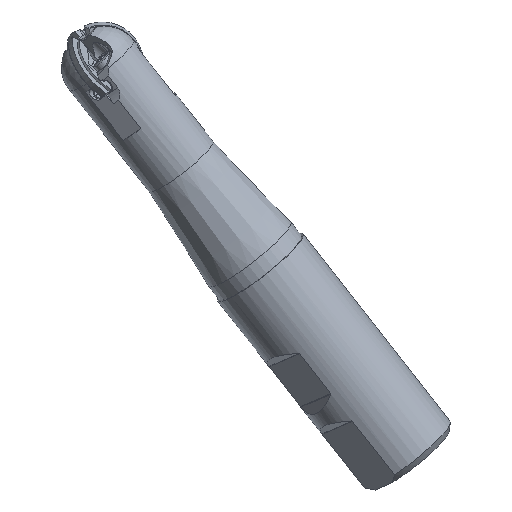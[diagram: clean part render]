
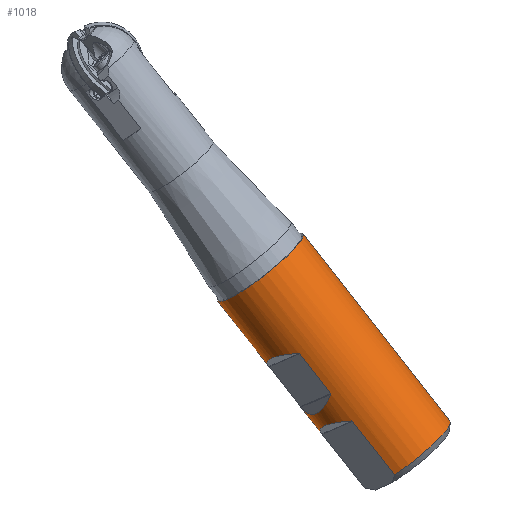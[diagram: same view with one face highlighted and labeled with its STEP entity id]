
A CAD part, top view. The second image highlights one B-rep face of the part: STEP entity #1018.
In plain terms, the highlighted cylindrical face has radius 12.497 mm (diameter 24.994 mm), a full revolution.
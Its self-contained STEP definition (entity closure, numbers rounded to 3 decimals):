
#404=FACE_BOUND('',#2053,.T.);
#405=FACE_BOUND('',#2054,.T.);
#406=FACE_BOUND('',#2055,.T.);
#541=CYLINDRICAL_SURFACE('',#8691,12.497);
#718=B_SPLINE_CURVE_WITH_KNOTS('',3,(#12629,#12630,#12631,#12632,#12633,
#12634),.UNSPECIFIED.,.F.,.F.,(4,2,4),(0.,0.5,1.),.UNSPECIFIED.);
#719=B_SPLINE_CURVE_WITH_KNOTS('',3,(#12638,#12639,#12640,#12641,#12642,
#12643),.UNSPECIFIED.,.F.,.F.,(4,2,4),(0.,0.5,1.),.UNSPECIFIED.);
#720=B_SPLINE_CURVE_WITH_KNOTS('',3,(#12649,#12650,#12651,#12652,#12653,
#12654),.UNSPECIFIED.,.F.,.F.,(4,2,4),(0.,0.5,1.),.UNSPECIFIED.);
#721=B_SPLINE_CURVE_WITH_KNOTS('',3,(#12659,#12660,#12661,#12662,#12663,
#12664),.UNSPECIFIED.,.F.,.F.,(4,2,4),(0.,0.5,1.),.UNSPECIFIED.);
#722=B_SPLINE_CURVE_WITH_KNOTS('',3,(#12668,#12669,#12670,#12671,#12672,
#12673),.UNSPECIFIED.,.F.,.F.,(4,2,4),(0.,0.5,1.),.UNSPECIFIED.);
#723=B_SPLINE_CURVE_WITH_KNOTS('',3,(#12677,#12678,#12679,#12680,#12681,
#12682),.UNSPECIFIED.,.F.,.F.,(4,2,4),(0.,0.5,1.),.UNSPECIFIED.);
#1018=ADVANCED_FACE('',(#404,#405,#406),#541,.T.);
#2053=EDGE_LOOP('',(#3700,#3701,#3702,#3703,#3704,#3705));
#2054=EDGE_LOOP('',(#3706));
#2055=EDGE_LOOP('',(#3707,#3708,#3709,#3710,#3711,#3712,#3713,#3714));
#2461=CIRCLE('',#8682,12.497);
#2462=CIRCLE('',#8688,12.497);
#2710=ELLIPSE('',#8686,17.829,12.497);
#2711=ELLIPSE('',#8689,17.829,12.497);
#2712=ELLIPSE('',#8690,17.829,12.497);
#3700=ORIENTED_EDGE('',*,*,#6335,.T.);
#3701=ORIENTED_EDGE('',*,*,#6339,.F.);
#3702=ORIENTED_EDGE('',*,*,#6343,.F.);
#3703=ORIENTED_EDGE('',*,*,#6344,.F.);
#3704=ORIENTED_EDGE('',*,*,#6341,.F.);
#3705=ORIENTED_EDGE('',*,*,#6340,.F.);
#3706=ORIENTED_EDGE('',*,*,#6345,.F.);
#3707=ORIENTED_EDGE('',*,*,#6346,.F.);
#3708=ORIENTED_EDGE('',*,*,#6347,.F.);
#3709=ORIENTED_EDGE('',*,*,#6348,.F.);
#3710=ORIENTED_EDGE('',*,*,#6349,.F.);
#3711=ORIENTED_EDGE('',*,*,#6350,.F.);
#3712=ORIENTED_EDGE('',*,*,#6351,.F.);
#3713=ORIENTED_EDGE('',*,*,#6352,.F.);
#3714=ORIENTED_EDGE('',*,*,#6353,.F.);
#5395=VERTEX_POINT('',#12610);
#5396=VERTEX_POINT('',#12611);
#5397=VERTEX_POINT('',#12624);
#5398=VERTEX_POINT('',#12625);
#5399=VERTEX_POINT('',#12635);
#5400=VERTEX_POINT('',#12637);
#5401=VERTEX_POINT('',#12648);
#5402=VERTEX_POINT('',#12655);
#5403=VERTEX_POINT('',#12656);
#5404=VERTEX_POINT('',#12658);
#5405=VERTEX_POINT('',#12665);
#5406=VERTEX_POINT('',#12667);
#5407=VERTEX_POINT('',#12674);
#5408=VERTEX_POINT('',#12676);
#5409=VERTEX_POINT('',#12683);
#6335=EDGE_CURVE('',#5395,#5396,#2461,.T.);
#6339=EDGE_CURVE('',#5398,#5396,#7271,.T.);
#6340=EDGE_CURVE('',#5395,#5397,#7272,.T.);
#6341=EDGE_CURVE('',#5397,#5399,#718,.T.);
#6343=EDGE_CURVE('',#5400,#5398,#719,.T.);
#6344=EDGE_CURVE('',#5399,#5400,#2710,.T.);
#6345=EDGE_CURVE('',#5401,#5401,#2462,.T.);
#6346=EDGE_CURVE('',#5402,#5403,#720,.T.);
#6347=EDGE_CURVE('',#5404,#5402,#7274,.T.);
#6348=EDGE_CURVE('',#5405,#5404,#721,.T.);
#6349=EDGE_CURVE('',#5406,#5405,#2711,.T.);
#6350=EDGE_CURVE('',#5407,#5406,#722,.T.);
#6351=EDGE_CURVE('',#5408,#5407,#7275,.T.);
#6352=EDGE_CURVE('',#5409,#5408,#723,.T.);
#6353=EDGE_CURVE('',#5403,#5409,#2712,.T.);
#7271=LINE('',#12626,#7881);
#7272=LINE('',#12627,#7882);
#7274=LINE('',#12657,#7884);
#7275=LINE('',#12675,#7885);
#7881=VECTOR('',#10133,1.);
#7882=VECTOR('',#10134,1.);
#7884=VECTOR('',#10146,1.);
#7885=VECTOR('',#10149,1.);
#8682=AXIS2_PLACEMENT_3D('',#12609,#10128,#10129);
#8686=AXIS2_PLACEMENT_3D('',#12645,#10140,#10141);
#8688=AXIS2_PLACEMENT_3D('',#12647,#10144,#10145);
#8689=AXIS2_PLACEMENT_3D('',#12666,#10147,#10148);
#8690=AXIS2_PLACEMENT_3D('',#12684,#10150,#10151);
#8691=AXIS2_PLACEMENT_3D('',#12685,#10152,#10153);
#10128=DIRECTION('',(-1.,0.,0.));
#10129=DIRECTION('',(0.,-1.,0.));
#10133=DIRECTION('',(1.,0.,0.));
#10134=DIRECTION('',(-1.,0.,0.));
#10140=DIRECTION('',(0.701,0.,0.713));
#10141=DIRECTION('',(-0.713,0.,0.701));
#10144=DIRECTION('',(-1.,0.,0.));
#10145=DIRECTION('',(0.,-1.,0.));
#10146=DIRECTION('',(-1.,0.,0.));
#10147=DIRECTION('',(-0.701,0.,0.713));
#10148=DIRECTION('',(-0.713,0.,-0.701));
#10149=DIRECTION('',(1.,0.,0.));
#10150=DIRECTION('',(0.701,0.,0.713));
#10151=DIRECTION('',(-0.713,0.,0.701));
#10152=DIRECTION('',(-1.,0.,0.));
#10153=DIRECTION('',(0.,-1.,0.));
#12609=CARTESIAN_POINT('',(115.5,0.,50.));
#12610=CARTESIAN_POINT('',(115.5,7.072,60.303));
#12611=CARTESIAN_POINT('',(115.5,-7.072,60.303));
#12624=CARTESIAN_POINT('',(99.582,7.072,60.303));
#12625=CARTESIAN_POINT('',(99.582,-7.072,60.303));
#12626=CARTESIAN_POINT('',(85.488,-7.072,60.303));
#12627=CARTESIAN_POINT('',(85.488,7.072,60.303));
#12629=CARTESIAN_POINT('',(99.582,7.072,60.303));
#12630=CARTESIAN_POINT('',(99.551,7.072,60.303));
#12631=CARTESIAN_POINT('',(99.522,7.061,60.311));
#12632=CARTESIAN_POINT('',(99.475,7.03,60.332));
#12633=CARTESIAN_POINT('',(99.457,7.009,60.346));
#12634=CARTESIAN_POINT('',(99.442,6.988,60.361));
#12635=CARTESIAN_POINT('',(99.442,6.988,60.361));
#12637=CARTESIAN_POINT('',(99.442,-6.988,60.361));
#12638=CARTESIAN_POINT('',(99.442,-6.988,60.361));
#12639=CARTESIAN_POINT('',(99.457,-7.009,60.346));
#12640=CARTESIAN_POINT('',(99.475,-7.03,60.332));
#12641=CARTESIAN_POINT('',(99.522,-7.061,60.311));
#12642=CARTESIAN_POINT('',(99.552,-7.072,60.303));
#12643=CARTESIAN_POINT('',(99.582,-7.072,60.303));
#12645=CARTESIAN_POINT('',(109.985,0.,50.));
#12647=CARTESIAN_POINT('',(60.,0.,50.));
#12648=CARTESIAN_POINT('',(60.,-12.497,50.));
#12649=CARTESIAN_POINT('',(79.557,7.072,60.303));
#12650=CARTESIAN_POINT('',(79.526,7.072,60.303));
#12651=CARTESIAN_POINT('',(79.497,7.061,60.311));
#12652=CARTESIAN_POINT('',(79.45,7.03,60.332));
#12653=CARTESIAN_POINT('',(79.432,7.009,60.346));
#12654=CARTESIAN_POINT('',(79.417,6.988,60.361));
#12655=CARTESIAN_POINT('',(79.557,7.072,60.303));
#12656=CARTESIAN_POINT('',(79.417,6.988,60.361));
#12657=CARTESIAN_POINT('',(85.488,7.072,60.303));
#12658=CARTESIAN_POINT('',(91.418,7.072,60.303));
#12659=CARTESIAN_POINT('',(91.558,6.988,60.361));
#12660=CARTESIAN_POINT('',(91.543,7.009,60.346));
#12661=CARTESIAN_POINT('',(91.525,7.03,60.332));
#12662=CARTESIAN_POINT('',(91.478,7.061,60.311));
#12663=CARTESIAN_POINT('',(91.449,7.072,60.303));
#12664=CARTESIAN_POINT('',(91.418,7.072,60.303));
#12665=CARTESIAN_POINT('',(91.558,6.988,60.361));
#12666=CARTESIAN_POINT('',(81.015,0.,50.));
#12667=CARTESIAN_POINT('',(91.558,-6.988,60.361));
#12668=CARTESIAN_POINT('',(91.418,-7.072,60.303));
#12669=CARTESIAN_POINT('',(91.449,-7.072,60.303));
#12670=CARTESIAN_POINT('',(91.478,-7.061,60.311));
#12671=CARTESIAN_POINT('',(91.525,-7.03,60.332));
#12672=CARTESIAN_POINT('',(91.544,-7.009,60.346));
#12673=CARTESIAN_POINT('',(91.558,-6.988,60.361));
#12674=CARTESIAN_POINT('',(91.418,-7.072,60.303));
#12675=CARTESIAN_POINT('',(85.488,-7.072,60.303));
#12676=CARTESIAN_POINT('',(79.557,-7.072,60.303));
#12677=CARTESIAN_POINT('',(79.417,-6.988,60.361));
#12678=CARTESIAN_POINT('',(79.432,-7.009,60.346));
#12679=CARTESIAN_POINT('',(79.45,-7.03,60.332));
#12680=CARTESIAN_POINT('',(79.497,-7.061,60.311));
#12681=CARTESIAN_POINT('',(79.527,-7.072,60.303));
#12682=CARTESIAN_POINT('',(79.557,-7.072,60.303));
#12683=CARTESIAN_POINT('',(79.417,-6.988,60.361));
#12684=CARTESIAN_POINT('',(89.96,0.,50.));
#12685=CARTESIAN_POINT('',(85.488,0.,50.));
